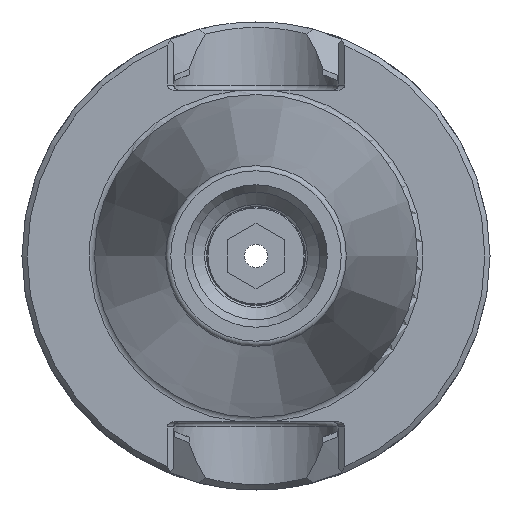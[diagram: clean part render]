
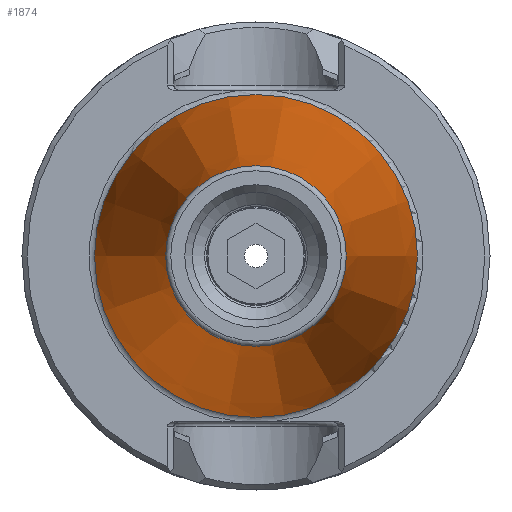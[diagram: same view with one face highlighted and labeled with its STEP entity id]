
A CAD part, left-side view. The second image highlights one B-rep face of the part: STEP entity #1874.
In plain terms, the highlighted conical face has half-angle 8.297 degrees and reference radius 12.345 mm.
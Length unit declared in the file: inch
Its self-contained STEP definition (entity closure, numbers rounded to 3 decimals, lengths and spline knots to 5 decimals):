
#304=CONICAL_SURFACE('',#2053,0.48602,8.297);
#424=FACE_BOUND('',#657,.T.);
#507=FACE_OUTER_BOUND('',#656,.T.);
#656=EDGE_LOOP('',(#1511));
#657=EDGE_LOOP('',(#1512));
#779=CIRCLE('',#2036,0.625);
#787=CIRCLE('',#2051,0.34954);
#931=VERTEX_POINT('',#3211);
#939=VERTEX_POINT('',#3234);
#1151=EDGE_CURVE('',#931,#931,#779,.T.);
#1159=EDGE_CURVE('',#939,#939,#787,.T.);
#1511=ORIENTED_EDGE('',*,*,#1151,.F.);
#1512=ORIENTED_EDGE('',*,*,#1159,.F.);
#1874=ADVANCED_FACE('',(#507,#424),#304,.T.);
#2036=AXIS2_PLACEMENT_3D('',#3212,#2418,#2419);
#2051=AXIS2_PLACEMENT_3D('',#3235,#2448,#2449);
#2053=AXIS2_PLACEMENT_3D('',#3237,#2452,#2453);
#2418=DIRECTION('center_axis',(1.,0.,0.));
#2419=DIRECTION('ref_axis',(0.,1.,0.));
#2448=DIRECTION('center_axis',(-1.,0.,0.));
#2449=DIRECTION('ref_axis',(0.,-1.,0.));
#2452=DIRECTION('center_axis',(1.,0.,0.));
#2453=DIRECTION('ref_axis',(0.,1.,0.));
#3211=CARTESIAN_POINT('',(0.,0.625,0.));
#3212=CARTESIAN_POINT('Origin',(0.,0.,0.));
#3234=CARTESIAN_POINT('',(-1.88889,0.34954,0.));
#3235=CARTESIAN_POINT('Origin',(-1.88889,0.,0.));
#3237=CARTESIAN_POINT('Origin',(-0.953,0.,0.));
